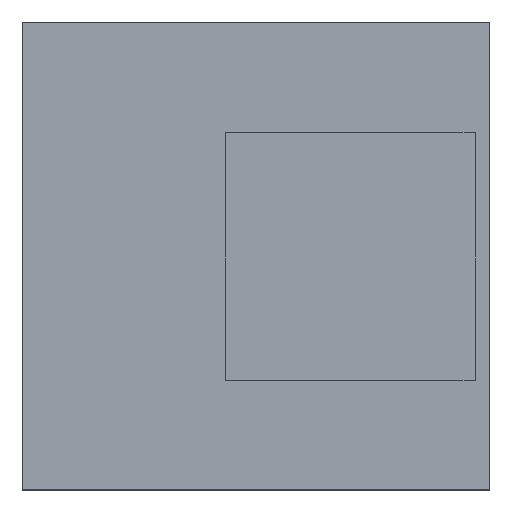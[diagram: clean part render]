
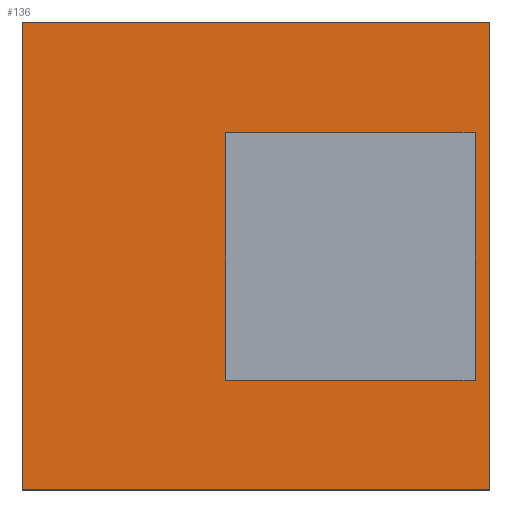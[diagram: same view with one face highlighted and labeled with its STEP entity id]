
A CAD part, top view. The second image highlights one B-rep face of the part: STEP entity #136.
In plain terms, the highlighted planar face has unit normal (0, 0, 1).
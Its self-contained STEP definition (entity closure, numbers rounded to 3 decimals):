
#24 = VERTEX_POINT('',#25);
#25 = CARTESIAN_POINT('',(-1.5,1.499,0.7));
#31 = EDGE_CURVE('',#24,#32,#34,.T.);
#32 = VERTEX_POINT('',#33);
#33 = CARTESIAN_POINT('',(1.5,1.499,0.7));
#34 = LINE('',#35,#36);
#35 = CARTESIAN_POINT('',(-1.5,1.499,0.7));
#36 = VECTOR('',#37,1.);
#37 = DIRECTION('',(1.,0.,0.));
#64 = VERTEX_POINT('',#65);
#65 = CARTESIAN_POINT('',(-1.5,-1.5,0.7));
#71 = EDGE_CURVE('',#64,#24,#72,.T.);
#72 = LINE('',#73,#74);
#73 = CARTESIAN_POINT('',(-1.5,-1.5,0.7));
#74 = VECTOR('',#75,1.);
#75 = DIRECTION('',(0.,1.,0.));
#93 = EDGE_CURVE('',#32,#94,#96,.T.);
#94 = VERTEX_POINT('',#95);
#95 = CARTESIAN_POINT('',(1.5,-1.5,0.7));
#96 = LINE('',#97,#98);
#97 = CARTESIAN_POINT('',(1.5,1.499,0.7));
#98 = VECTOR('',#99,1.);
#99 = DIRECTION('',(0.,-1.,0.));
#136 = ADVANCED_FACE('',(#137,#148),#182,.T.);
#137 = FACE_BOUND('',#138,.T.);
#138 = EDGE_LOOP('',(#139,#140,#141,#147));
#139 = ORIENTED_EDGE('',*,*,#31,.F.);
#140 = ORIENTED_EDGE('',*,*,#71,.F.);
#141 = ORIENTED_EDGE('',*,*,#142,.F.);
#142 = EDGE_CURVE('',#94,#64,#143,.T.);
#143 = LINE('',#144,#145);
#144 = CARTESIAN_POINT('',(1.5,-1.5,0.7));
#145 = VECTOR('',#146,1.);
#146 = DIRECTION('',(-1.,0.,0.));
#147 = ORIENTED_EDGE('',*,*,#93,.F.);
#148 = FACE_BOUND('',#149,.T.);
#149 = EDGE_LOOP('',(#150,#160,#168,#176));
#150 = ORIENTED_EDGE('',*,*,#151,.F.);
#151 = EDGE_CURVE('',#152,#154,#156,.T.);
#152 = VERTEX_POINT('',#153);
#153 = CARTESIAN_POINT('',(-0.195,0.789,0.7));
#154 = VERTEX_POINT('',#155);
#155 = CARTESIAN_POINT('',(-0.195,-0.798,0.7));
#156 = LINE('',#157,#158);
#157 = CARTESIAN_POINT('',(-0.195,0.789,0.7));
#158 = VECTOR('',#159,1.);
#159 = DIRECTION('',(0.,-1.,0.));
#160 = ORIENTED_EDGE('',*,*,#161,.F.);
#161 = EDGE_CURVE('',#162,#152,#164,.T.);
#162 = VERTEX_POINT('',#163);
#163 = CARTESIAN_POINT('',(1.404,0.789,0.7));
#164 = LINE('',#165,#166);
#165 = CARTESIAN_POINT('',(1.404,0.789,0.7));
#166 = VECTOR('',#167,1.);
#167 = DIRECTION('',(-1.,0.,0.));
#168 = ORIENTED_EDGE('',*,*,#169,.F.);
#169 = EDGE_CURVE('',#170,#162,#172,.T.);
#170 = VERTEX_POINT('',#171);
#171 = CARTESIAN_POINT('',(1.404,-0.798,0.7));
#172 = LINE('',#173,#174);
#173 = CARTESIAN_POINT('',(1.404,-0.798,0.7));
#174 = VECTOR('',#175,1.);
#175 = DIRECTION('',(0.,1.,0.));
#176 = ORIENTED_EDGE('',*,*,#177,.F.);
#177 = EDGE_CURVE('',#154,#170,#178,.T.);
#178 = LINE('',#179,#180);
#179 = CARTESIAN_POINT('',(-0.195,-0.798,0.7));
#180 = VECTOR('',#181,1.);
#181 = DIRECTION('',(1.,0.,0.));
#182 = PLANE('',#183);
#183 = AXIS2_PLACEMENT_3D('',#184,#185,#186);
#184 = CARTESIAN_POINT('',(0.,0.,0.7));
#185 = DIRECTION('',(0.,0.,1.));
#186 = DIRECTION('',(1.,0.,0.));
